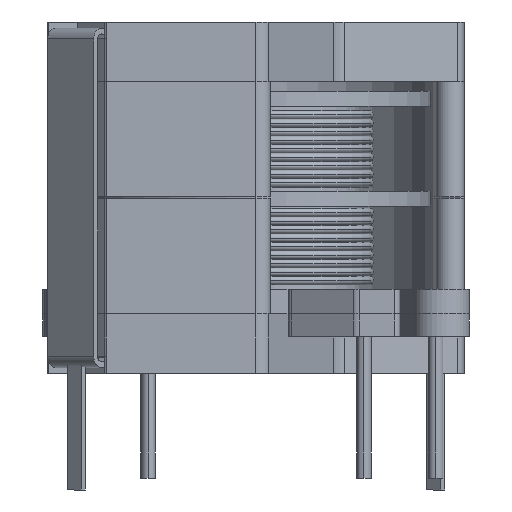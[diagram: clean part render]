
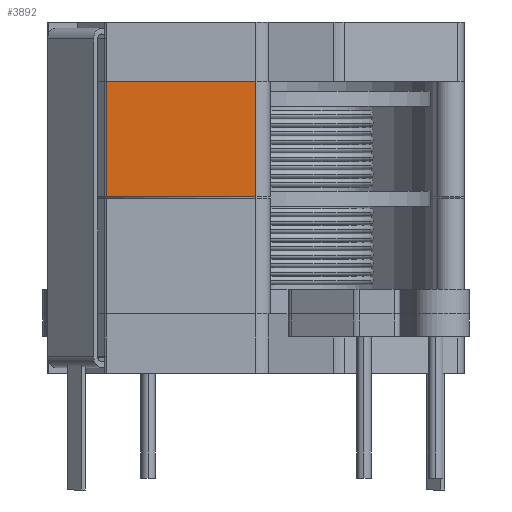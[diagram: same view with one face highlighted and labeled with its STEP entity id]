
A CAD part, left-side view. The second image highlights one B-rep face of the part: STEP entity #3892.
In plain terms, the highlighted planar face has unit normal (-1, 0, 0).
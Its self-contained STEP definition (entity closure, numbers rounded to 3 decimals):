
#3834=CARTESIAN_POINT('',(-7.354,5.262,6.225));
#3835=VERTEX_POINT('',#3834);
#3843=CARTESIAN_POINT('',(-7.354,5.262,10.3));
#3844=VERTEX_POINT('',#3843);
#3845=CARTESIAN_POINT('',(-7.354,5.262,10.3));
#3846=DIRECTION('',(0.0,0.0,-1.0));
#3847=VECTOR('',#3846,4.075);
#3848=LINE('',#3845,#3847);
#3849=EDGE_CURVE('',#3844,#3835,#3848,.T.);
#3862=CARTESIAN_POINT('',(-7.354,5.262,10.3));
#3863=DIRECTION('',(-1.0,0.0,0.0));
#3864=DIRECTION('',(0.0,0.0,1.0));
#3865=AXIS2_PLACEMENT_3D('',#3862,#3863,#3864);
#3866=PLANE('',#3865);
#3867=CARTESIAN_POINT('',(-7.354,0.001,6.225));
#3868=VERTEX_POINT('',#3867);
#3869=CARTESIAN_POINT('',(-7.354,5.262,6.225));
#3870=DIRECTION('',(0.0,-1.0,0.0));
#3871=VECTOR('',#3870,5.261);
#3872=LINE('',#3869,#3871);
#3873=EDGE_CURVE('',#3835,#3868,#3872,.T.);
#3874=ORIENTED_EDGE('',*,*,#3873,.T.);
#3875=CARTESIAN_POINT('',(-7.354,0.001,10.3));
#3876=VERTEX_POINT('',#3875);
#3877=CARTESIAN_POINT('',(-7.354,0.001,10.3));
#3878=DIRECTION('',(0.0,0.0,-1.0));
#3879=VECTOR('',#3878,4.075);
#3880=LINE('',#3877,#3879);
#3881=EDGE_CURVE('',#3876,#3868,#3880,.T.);
#3882=ORIENTED_EDGE('',*,*,#3881,.F.);
#3883=CARTESIAN_POINT('',(-7.354,5.262,10.3));
#3884=DIRECTION('',(0.0,-1.0,0.0));
#3885=VECTOR('',#3884,5.261);
#3886=LINE('',#3883,#3885);
#3887=EDGE_CURVE('',#3844,#3876,#3886,.T.);
#3888=ORIENTED_EDGE('',*,*,#3887,.F.);
#3889=ORIENTED_EDGE('',*,*,#3849,.T.);
#3890=EDGE_LOOP('',(#3874,#3882,#3888,#3889));
#3891=FACE_OUTER_BOUND('',#3890,.T.);
#3892=ADVANCED_FACE('',(#3891),#3866,.T.);
